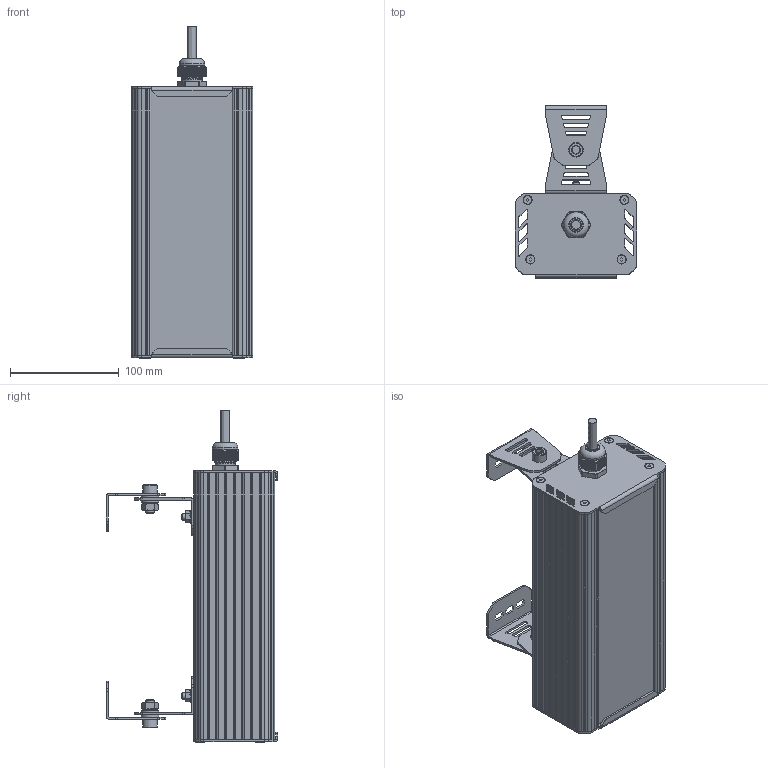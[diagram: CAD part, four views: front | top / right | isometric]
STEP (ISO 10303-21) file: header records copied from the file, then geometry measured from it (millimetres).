
FILE_DESCRIPTION(('STEP AP214'), '1');
FILE_NAME('001.0070.31.000 - ÃÑÏ-Ïðèìà-Îïòèê-20', '2024-05-27T05:46:22', ('Ëóêîíèí Å Ï'), ('ÎÊÁ Ñâîé Ñòèëü'), 'C3D Converter', 'C3D Toolkit', '');
FILE_SCHEMA(('AUTOMOTIVE_DESIGN { 1 0 10303 214 3 1 1}'));
Length unit declared in the file: millimetre
Products named in the file (33): 001.0070.31.000; 001.0065.01.000
Assembly tree (55 placements, depth 4):
  001.0070.31.000
    (unnamed)
      (unnamed)
      (unnamed)
      (unnamed)  x4
      (unnamed)
      (unnamed)  x4
      (unnamed)
      (unnamed)
      (unnamed)
      (unnamed)  x2
        (unnamed)
        (unnamed)
        (unnamed)
        (unnamed)
        (unnamed)
        (unnamed)
        (unnamed)
        (unnamed)
        (unnamed)
        (unnamed)
      (unnamed)
        (unnamed)
    001.0065.01.000  x2
      (unnamed)
      (unnamed)
      (unnamed)
      (unnamed)
      (unnamed)
      (unnamed)
      (unnamed)
      (unnamed)
      (unnamed)
Bounding box: 112.19 x 158.42 x 306 mm (x, y, z)
Volume: 550503.1 mm3; surface area: 464691.5 mm2
Topology: 106 solids, 106 shells, 2590 faces, 6845 edges, 4585 vertices
Faces by surface type: plane 1513, cylinder 849, cone 166, bspline 45, torus 11, sphere 6
Full cylindrical faces by diameter (mm): 1 x6, 2 x4, 2.5 x8, 2.8 x50, 3.2 x6, 3.5 x12, 4 x8, 6 x4, 6.375 x2, 8 x12, 8.5 x8, 9 x26, 12 x3, 12.5 x1, 13.333 x2, 16 x5, 18.5 x3, 20 x1, 23.5 x1
Entity records: 132239 total; most frequent: CARTESIAN_POINT 57286, DIRECTION 10034, ORIENTED_EDGE 9680, EDGE_CURVE 4840, COLOUR_RGB 4366, PRESENTATION_STYLE_ASSIGNMENT 4366, AXIS2_PLACEMENT_3D 3594, CURVE_STYLE 3466
